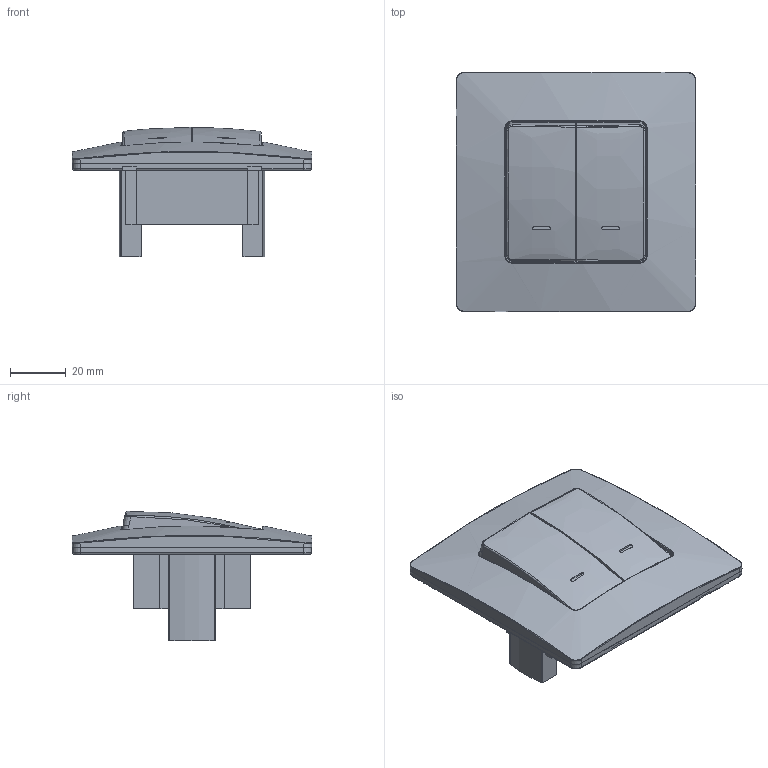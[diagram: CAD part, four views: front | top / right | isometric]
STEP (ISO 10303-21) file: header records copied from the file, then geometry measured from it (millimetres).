
FILE_DESCRIPTION (( 'STEP AP203' ), '1' );
FILE_NAME ('Vyklyuchatel_2kl_s_ind.STEP', '2025-06-25T20:21:17', ( '' ), ( '' ), 'SwSTEP 2.0', 'SolidWorks 2022', '' );
FILE_SCHEMA (( 'CONFIG_CONTROL_DESIGN' ));
Length unit declared in the file: millimetre
Products named in the file (1): Vyklyuchatel_2kl_s_ind
Bounding box: 86 x 86 x 46.36 mm (x, y, z)
Surface area: 28475.4 mm2 (no closed solid volume)
Topology: 0 solids, 18 shells, 1035 faces, 2858 edges, 1882 vertices
Faces by surface type: plane 773, bspline 171, cylinder 75, cone 12, torus 4
Entity records: 48951 total; most frequent: CARTESIAN_POINT 28873, ORIENTED_EDGE 5687, EDGE_CURVE 2858, B_SPLINE_CURVE_WITH_KNOTS 2806, VERTEX_POINT 1882, DIRECTION 1731, EDGE_LOOP 1077, ADVANCED_FACE 1035
